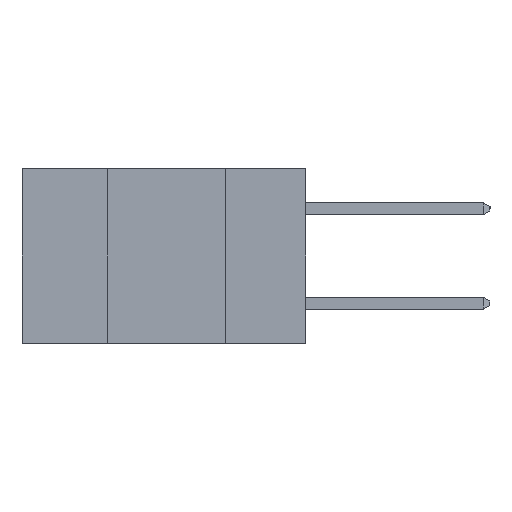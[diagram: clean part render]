
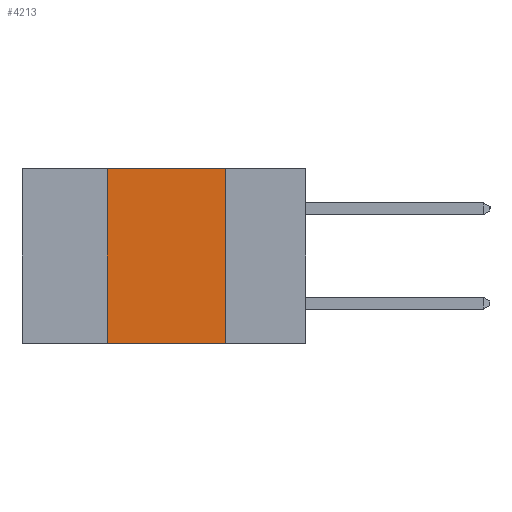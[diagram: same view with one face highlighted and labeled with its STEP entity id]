
A CAD part, left-side view. The second image highlights one B-rep face of the part: STEP entity #4213.
In plain terms, the highlighted planar face has unit normal (-1, 0, 0).
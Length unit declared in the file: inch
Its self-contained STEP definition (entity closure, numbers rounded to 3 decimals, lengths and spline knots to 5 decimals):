
#24 = VERTEX_POINT ( 'NONE', #11431 ) ;
#143 = VECTOR ( 'NONE', #10705, 39.37008 ) ;
#178 = LINE ( 'NONE', #10552, #13160 ) ;
#336 = DIRECTION ( 'NONE',  ( 0., -1., 0. ) ) ;
#1916 = VECTOR ( 'NONE', #3410, 39.37008 ) ;
#2324 = EDGE_CURVE ( 'NONE', #5199, #11066, #5598, .T. ) ;
#2370 = EDGE_CURVE ( 'NONE', #5750, #24, #7778, .T. ) ;
#3002 = PLANE ( 'NONE',  #4418 ) ;
#3410 = DIRECTION ( 'NONE',  ( 0., 0., -1. ) ) ;
#4213 = ADVANCED_FACE ( 'NONE', ( #8208 ), #3002, .F. ) ;
#4418 = AXIS2_PLACEMENT_3D ( 'NONE', #7185, #7264, #8273 ) ;
#4512 = CARTESIAN_POINT ( 'NONE',  ( 0., 0.42, 0. ) ) ;
#4982 = ORIENTED_EDGE ( 'NONE', *, *, #11493, .F. ) ;
#5199 = VERTEX_POINT ( 'NONE', #6136 ) ;
#5598 = LINE ( 'NONE', #9823, #12119 ) ;
#5750 = VERTEX_POINT ( 'NONE', #4512 ) ;
#6136 = CARTESIAN_POINT ( 'NONE',  ( 0., 0.42, -0.37 ) ) ;
#6162 = EDGE_LOOP ( 'NONE', ( #4982, #6219, #11234, #11464 ) ) ;
#6219 = ORIENTED_EDGE ( 'NONE', *, *, #2370, .F. ) ;
#6772 = CARTESIAN_POINT ( 'NONE',  ( 0., 0.17, -0.37 ) ) ;
#7185 = CARTESIAN_POINT ( 'NONE',  ( 0., 0.6, 0. ) ) ;
#7264 = DIRECTION ( 'NONE',  ( 1., 0., 0. ) ) ;
#7716 = CARTESIAN_POINT ( 'NONE',  ( 0., 0.17, -0.37 ) ) ;
#7778 = LINE ( 'NONE', #11674, #143 ) ;
#8208 = FACE_OUTER_BOUND ( 'NONE', #6162, .T. ) ;
#8273 = DIRECTION ( 'NONE',  ( 0., 0., -1. ) ) ;
#9393 = DIRECTION ( 'NONE',  ( 0., 0., 1. ) ) ;
#9823 = CARTESIAN_POINT ( 'NONE',  ( 0., 0.6, -0.37 ) ) ;
#10528 = EDGE_CURVE ( 'NONE', #5199, #5750, #178, .T. ) ;
#10552 = CARTESIAN_POINT ( 'NONE',  ( 0., 0.42, -0.37 ) ) ;
#10705 = DIRECTION ( 'NONE',  ( 0., -1., 0. ) ) ;
#10706 = LINE ( 'NONE', #7716, #1916 ) ;
#11066 = VERTEX_POINT ( 'NONE', #6772 ) ;
#11234 = ORIENTED_EDGE ( 'NONE', *, *, #10528, .F. ) ;
#11431 = CARTESIAN_POINT ( 'NONE',  ( 0., 0.17, 0. ) ) ;
#11464 = ORIENTED_EDGE ( 'NONE', *, *, #2324, .T. ) ;
#11493 = EDGE_CURVE ( 'NONE', #24, #11066, #10706, .T. ) ;
#11674 = CARTESIAN_POINT ( 'NONE',  ( 0., 0.6, 0. ) ) ;
#12119 = VECTOR ( 'NONE', #336, 39.37008 ) ;
#13160 = VECTOR ( 'NONE', #9393, 39.37008 ) ;
